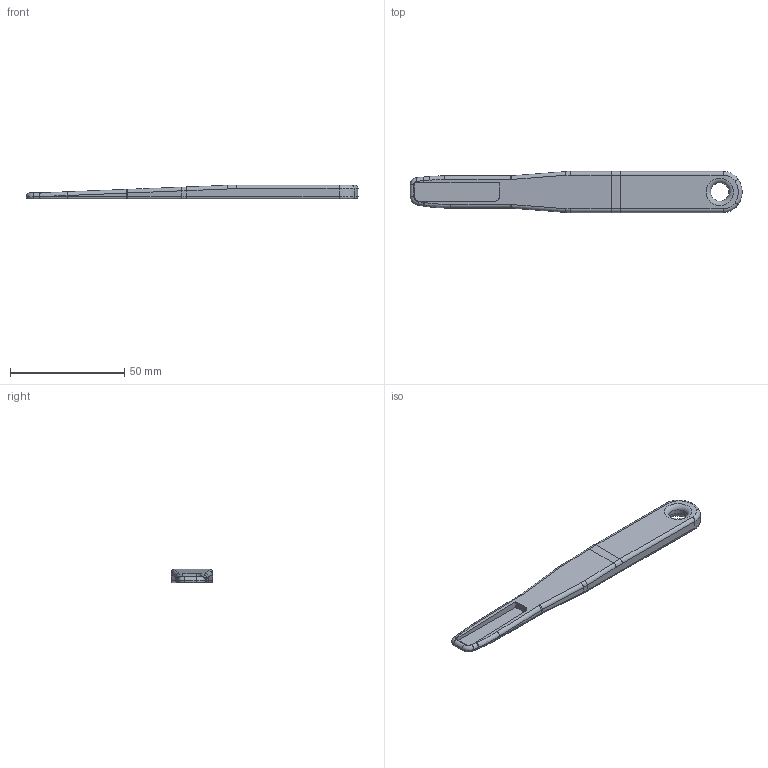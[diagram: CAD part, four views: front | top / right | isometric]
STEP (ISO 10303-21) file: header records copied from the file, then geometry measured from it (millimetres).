
FILE_DESCRIPTION(/* description */ (''),/* implementation_level */ '2;1');
FILE_NAME(/* name */ 'Nozzle Brush A4.step',/* time_stamp */ '2025-10-11T11:51:44-06:00',/* author */ (''),/* organization */ (''),/* preprocessor_version */ 'ST-DEVELOPER v20.1',/* originating_system */ 'Autodesk Translation Framework v14.17.0.0',/* authorisation */ '');
FILE_SCHEMA (('AUTOMOTIVE_DESIGN { 1 0 10303 214 3 1 1 }'));
Length unit declared in the file: millimetre
Products named in the file (1): Modified
Bounding box: 145.06 x 18 x 6 mm (x, y, z)
Volume: 10437.8 mm3; surface area: 6101.9 mm2
Topology: 1 solids, 1 shells, 82 faces, 194 edges, 114 vertices
Faces by surface type: cylinder 37, torus 19, plane 18, bspline 7, cone 1
Full cylindrical faces by diameter (mm): 8 x1
Entity records: 2495 total; most frequent: CARTESIAN_POINT 513, DIRECTION 454, ORIENTED_EDGE 388, EDGE_CURVE 194, AXIS2_PLACEMENT_3D 184, VERTEX_POINT 114, CIRCLE 91, LINE 86
